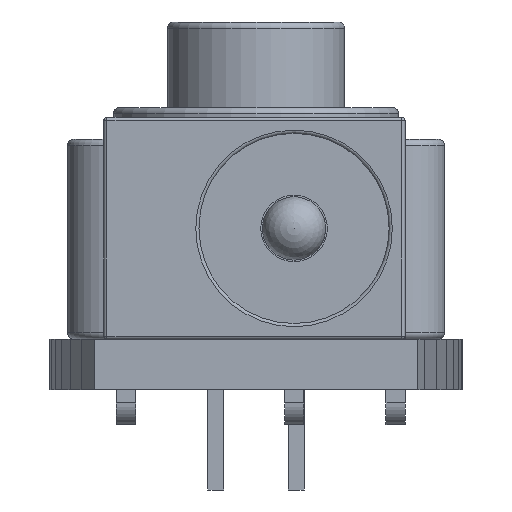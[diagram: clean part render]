
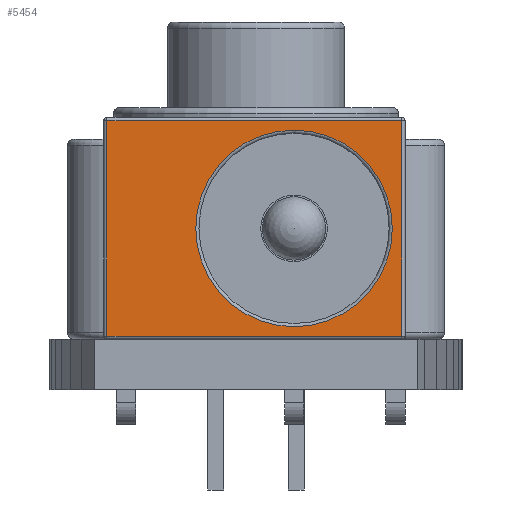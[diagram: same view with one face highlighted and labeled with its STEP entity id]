
A CAD part, front view. The second image highlights one B-rep face of the part: STEP entity #5454.
In plain terms, the highlighted planar face has unit normal (0, -1, 0).
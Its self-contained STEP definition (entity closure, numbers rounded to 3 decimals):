
#5344 = VERTEX_POINT('',#5345);
#5345 = CARTESIAN_POINT('',(0.1,0.,6.9));
#5377 = EDGE_CURVE('',#5344,#5378,#5380,.T.);
#5378 = VERTEX_POINT('',#5379);
#5379 = CARTESIAN_POINT('',(9.4,0.,6.9));
#5380 = LINE('',#5381,#5382);
#5381 = CARTESIAN_POINT('',(2.375,0.,6.9));
#5382 = VECTOR('',#5383,1.);
#5383 = DIRECTION('',(1.,0.,0.));
#5418 = VERTEX_POINT('',#5419);
#5419 = CARTESIAN_POINT('',(6.,0.,6.6));
#5426 = EDGE_CURVE('',#5418,#5427,#5429,.T.);
#5427 = VERTEX_POINT('',#5428);
#5428 = CARTESIAN_POINT('',(2.9,0.,3.5));
#5429 = CIRCLE('',#5430,3.1);
#5430 = AXIS2_PLACEMENT_3D('',#5431,#5432,#5433);
#5431 = CARTESIAN_POINT('',(6.,0.,3.5));
#5432 = DIRECTION('',(0.,-1.,0.));
#5433 = DIRECTION('',(1.,0.,0.));
#5435 = EDGE_CURVE('',#5427,#5418,#5436,.T.);
#5436 = CIRCLE('',#5437,3.1);
#5437 = AXIS2_PLACEMENT_3D('',#5438,#5439,#5440);
#5438 = CARTESIAN_POINT('',(6.,0.,3.5));
#5439 = DIRECTION('',(0.,-1.,0.));
#5440 = DIRECTION('',(1.,0.,0.));
#5454 = ADVANCED_FACE('',(#5455,#5480),#5484,.F.);
#5455 = FACE_BOUND('',#5456,.T.);
#5456 = EDGE_LOOP('',(#5457,#5458,#5466,#5474));
#5457 = ORIENTED_EDGE('',*,*,#5377,.F.);
#5458 = ORIENTED_EDGE('',*,*,#5459,.F.);
#5459 = EDGE_CURVE('',#5460,#5344,#5462,.T.);
#5460 = VERTEX_POINT('',#5461);
#5461 = CARTESIAN_POINT('',(0.1,0.,0.1));
#5462 = LINE('',#5463,#5464);
#5463 = CARTESIAN_POINT('',(0.1,0.,1.75));
#5464 = VECTOR('',#5465,1.);
#5465 = DIRECTION('',(0.,0.,1.));
#5466 = ORIENTED_EDGE('',*,*,#5467,.F.);
#5467 = EDGE_CURVE('',#5468,#5460,#5470,.T.);
#5468 = VERTEX_POINT('',#5469);
#5469 = CARTESIAN_POINT('',(9.4,0.,0.1));
#5470 = LINE('',#5471,#5472);
#5471 = CARTESIAN_POINT('',(7.125,0.,0.1));
#5472 = VECTOR('',#5473,1.);
#5473 = DIRECTION('',(-1.,0.,0.));
#5474 = ORIENTED_EDGE('',*,*,#5475,.F.);
#5475 = EDGE_CURVE('',#5378,#5468,#5476,.T.);
#5476 = LINE('',#5477,#5478);
#5477 = CARTESIAN_POINT('',(9.4,0.,5.25));
#5478 = VECTOR('',#5479,1.);
#5479 = DIRECTION('',(0.,0.,-1.));
#5480 = FACE_BOUND('',#5481,.T.);
#5481 = EDGE_LOOP('',(#5482,#5483));
#5482 = ORIENTED_EDGE('',*,*,#5435,.F.);
#5483 = ORIENTED_EDGE('',*,*,#5426,.F.);
#5484 = PLANE('',#5485);
#5485 = AXIS2_PLACEMENT_3D('',#5486,#5487,#5488);
#5486 = CARTESIAN_POINT('',(4.75,0.,3.5));
#5487 = DIRECTION('',(0.,1.,0.));
#5488 = DIRECTION('',(1.,0.,0.));
